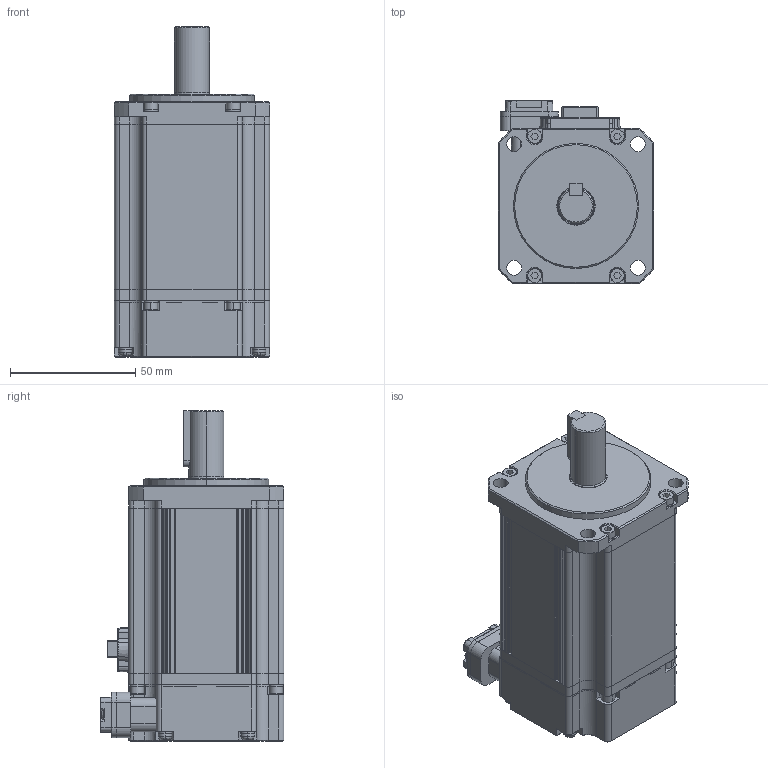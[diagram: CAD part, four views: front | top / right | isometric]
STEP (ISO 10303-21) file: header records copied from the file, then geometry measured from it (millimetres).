
FILE_DESCRIPTION (( 'STEP AP214' ), '1' );
FILE_NAME ('APMC-FBL04AYK-AD.STEP', '2021-08-04T12:49:36', ( '' ), ( '' ), 'SwSTEP 2.0', 'SolidWorks 2017', '' );
FILE_SCHEMA (( 'AUTOMOTIVE_DESIGN' ));
Length unit declared in the file: inch
Products named in the file (1): APMC-FBL04AYK-AD
Bounding box: 62 x 73.5 x 132.2 mm (x, y, z)
Volume: 358877.2 mm3; surface area: 75619.7 mm2
Topology: 45 solids, 45 shells, 1851 faces, 4862 edges, 3167 vertices
Faces by surface type: plane 1196, cylinder 478, bspline 94, cone 67, torus 8, sphere 8
Entity records: 61031 total; most frequent: CARTESIAN_POINT 14913, ORIENTED_EDGE 9700, DIRECTION 8966, EDGE_CURVE 4850, VECTOR 3384, LINE 3384, VERTEX_POINT 3167, AXIS2_PLACEMENT_3D 2791
